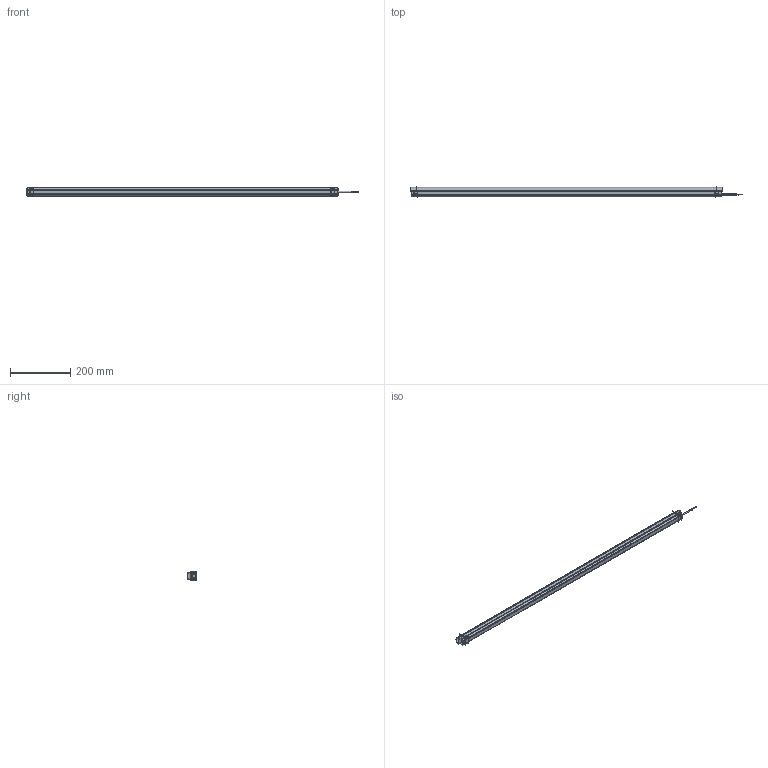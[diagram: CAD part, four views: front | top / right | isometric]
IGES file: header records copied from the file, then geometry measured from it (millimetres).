
Start section:  PTC IGES file: 210206.igs
Global section: file name: 210206.igs; native system: Creo Parametric by PTC Inc.; preprocessor: 2018300; author: pdmadmin; organization: Unknown; date: 20190228.171021; units: millimetre
Bounding box: 1106.31 x 33.28 x 29.12 mm (x, y, z)
Volume: 319404.8 mm3; surface area: 877976.9 mm2
Topology: 11 solids, 16 shells, 1544 faces, 8141 edges, 10533 vertices
Faces by surface type: revolution 940, bspline 600, extrusion 4
